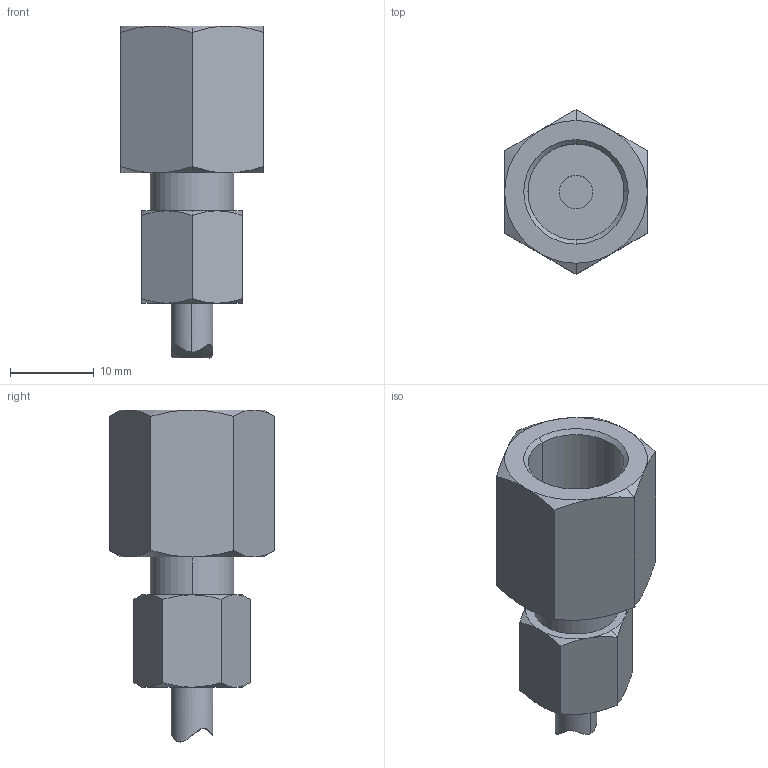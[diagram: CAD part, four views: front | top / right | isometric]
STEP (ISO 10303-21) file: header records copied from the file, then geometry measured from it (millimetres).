
FILE_DESCRIPTION(('STEP AP214'),'1');
FILE_NAME('0114_05_13.stp','2016-07-07T14:13:30',('TraceParts'),('TraceParts S.A.'),'Spatial InterOp 3D',' ',' ');
FILE_SCHEMA(('automotive_design'));
Length unit declared in the file: millimetre
Products named in the file (1): 0114-05-13_ASM|Next assembly relationship#0114-05-13U;0114-05-13U
Bounding box: 17 x 19.63 x 39.56 mm (x, y, z)
Volume: 4613.1 mm3; surface area: 3330.6 mm2
Topology: 1 solids, 2 shells, 93 faces, 202 edges, 120 vertices
Faces by surface type: cone 44, plane 22, cylinder 20, torus 6, extrusion 1
Entity records: 2867 total; most frequent: CARTESIAN_POINT 842, DIRECTION 439, ORIENTED_EDGE 404, EDGE_CURVE 202, AXIS2_PLACEMENT_3D 193, VERTEX_POINT 120, EDGE_LOOP 102, CIRCLE 100
